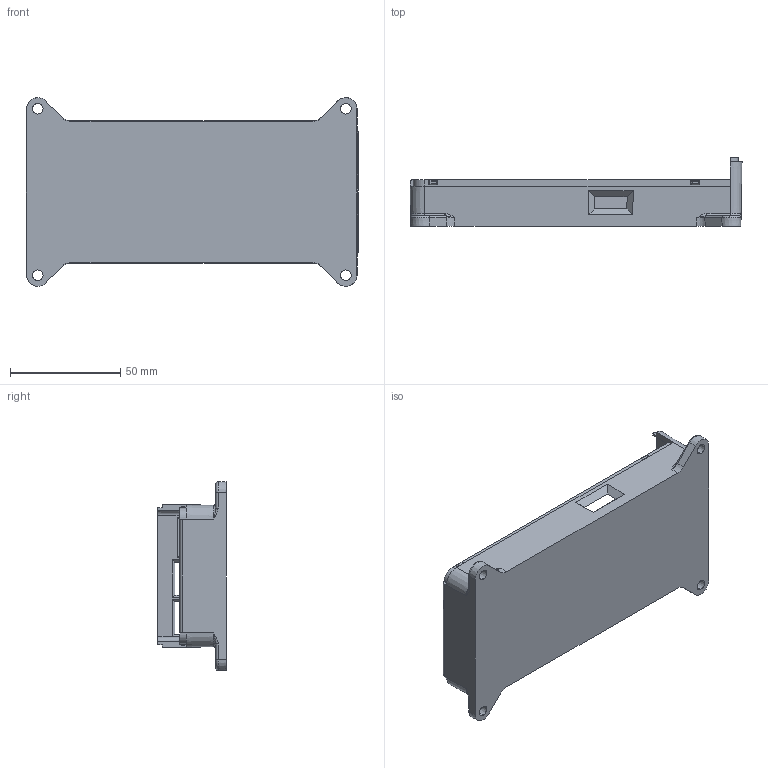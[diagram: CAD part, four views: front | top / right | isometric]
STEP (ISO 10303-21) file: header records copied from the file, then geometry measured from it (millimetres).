
FILE_DESCRIPTION (( 'STEP AP203' ), '1' );
FILE_NAME ('Enclosure Bottom Print.STEP', '2018-01-06T10:32:19', ( '' ), ( '' ), 'SwSTEP 2.0', 'SolidWorks 2017', '' );
FILE_SCHEMA (( 'CONFIG_CONTROL_DESIGN' ));
Length unit declared in the file: millimetre
Products named in the file (1): Enclosure Bottom Print
Bounding box: 150.81 x 31.16 x 85.75 mm (x, y, z)
Volume: 38887.3 mm3; surface area: 38293.1 mm2
Topology: 1 solids, 1 shells, 320 faces, 803 edges, 489 vertices
Faces by surface type: plane 115, cone 78, cylinder 77, torus 37, bspline 13
Entity records: 9891 total; most frequent: CARTESIAN_POINT 2211, DIRECTION 1610, ORIENTED_EDGE 1590, EDGE_CURVE 795, AXIS2_PLACEMENT_3D 576, VERTEX_POINT 489, VECTOR 458, LINE 458
